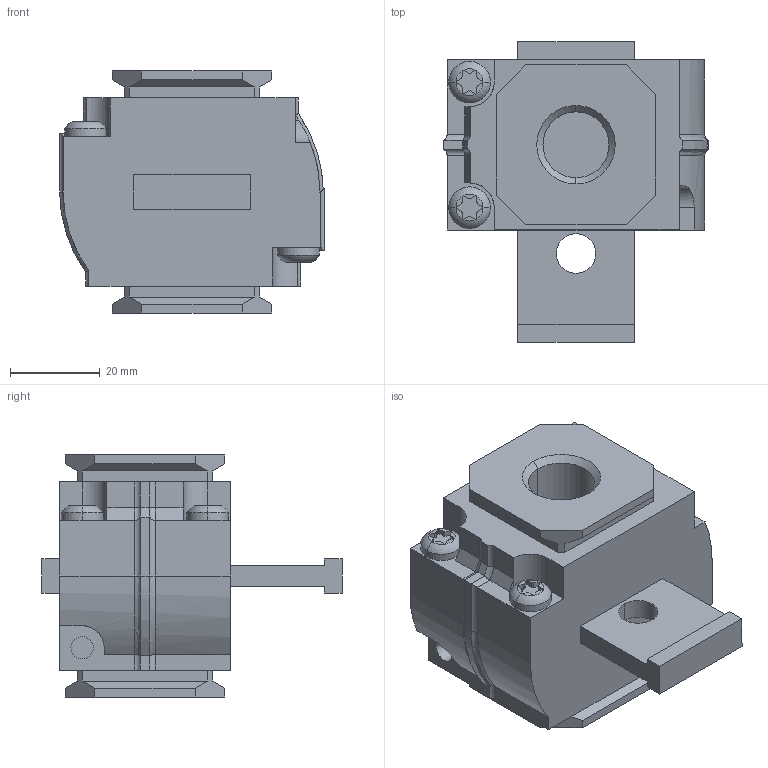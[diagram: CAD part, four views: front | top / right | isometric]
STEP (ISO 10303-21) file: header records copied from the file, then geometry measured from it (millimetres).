
FILE_DESCRIPTION (( 'STEP AP214' ), '1' );
FILE_NAME ('Norgren-T73T-3BA-P1N.STEP', '2020-12-15T16:49:44', ( '' ), ( '' ), 'SwSTEP 2.0', 'SolidWorks 2020', '' );
FILE_SCHEMA (( 'AUTOMOTIVE_DESIGN' ));
Length unit declared in the file: millimetre
Products named in the file (4): T73_Slide_T; T73_ss_63_T; T73_Screw; Norgren-T73T-3BA-P1N
Assembly tree (6 placements, depth 2):
  Norgren-T73T-3BA-P1N
    T73_ss_63_T
    T73_Slide_T
    T73_Screw  x4
Bounding box: 59 x 67 x 54 mm (x, y, z)
Volume: 90597.7 mm3; surface area: 24719.4 mm2
Topology: 6 solids, 6 shells, 324 faces, 805 edges, 504 vertices
Faces by surface type: plane 190, cylinder 100, bspline 22, torus 8, cone 4
Entity records: 7936 total; most frequent: CARTESIAN_POINT 1611, ORIENTED_EDGE 1034, DIRECTION 960, EDGE_CURVE 517, VECTOR 368, LINE 368, VERTEX_POINT 327, AXIS2_PLACEMENT_3D 296
